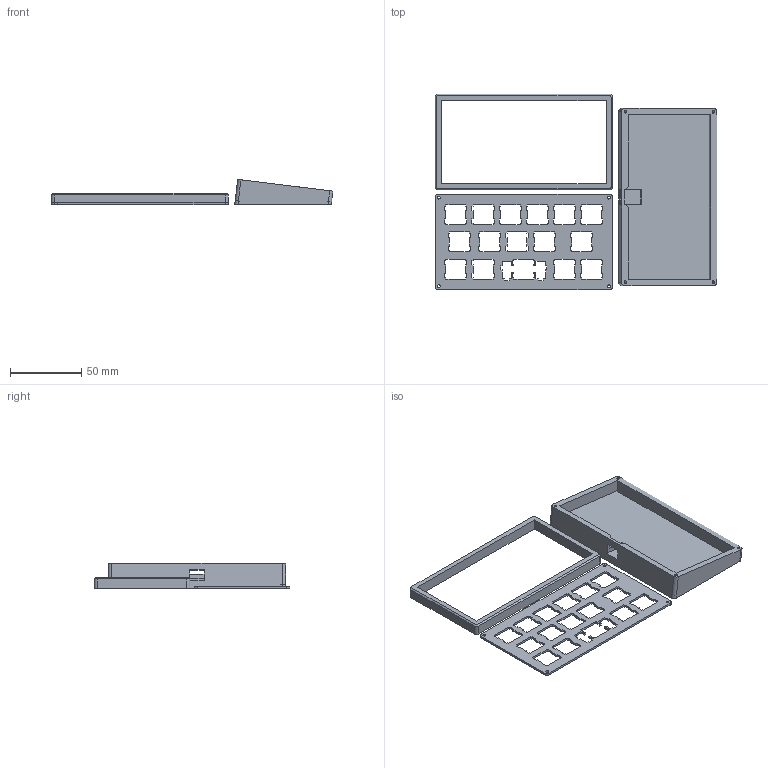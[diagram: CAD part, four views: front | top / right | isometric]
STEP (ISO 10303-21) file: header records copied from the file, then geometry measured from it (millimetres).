
FILE_DESCRIPTION(/* description */ (''),/* implementation_level */ '2;1');
FILE_NAME(/* name */ 'masochist16 all case files.step',/* time_stamp */ '2023-05-29T12:45:15-05:00',/* author */ (''),/* organization */ (''),/* preprocessor_version */ 'ST-DEVELOPER v19.2',/* originating_system */ 'Autodesk Translation Framework v12.4.0.73',/* authorisation */ '');
FILE_SCHEMA (('AUTOMOTIVE_DESIGN { 1 0 10303 214 3 1 1 }'));
Length unit declared in the file: millimetre
Products named in the file (4): Case proto 1; Plate; Top; Bottom
Assembly tree (3 placements, depth 2):
  Case proto 1
    Plate
    Top
    Bottom
Bounding box: 197.46 x 137.15 x 17.61 mm (x, y, z)
Volume: 74941.9 mm3; surface area: 46107.5 mm2
Topology: 3 solids, 3 shells, 522 faces, 1506 edges, 1001 vertices
Faces by surface type: plane 491, cylinder 27, cone 4
Full cylindrical faces by diameter (mm): 1.75 x7, 4 x4, 10 x4
Entity records: 17037 total; most frequent: CARTESIAN_POINT 3036, ORIENTED_EDGE 3012, DIRECTION 2622, EDGE_CURVE 1506, LINE 1448, VECTOR 1448, VERTEX_POINT 1001, AXIS2_PLACEMENT_3D 587
